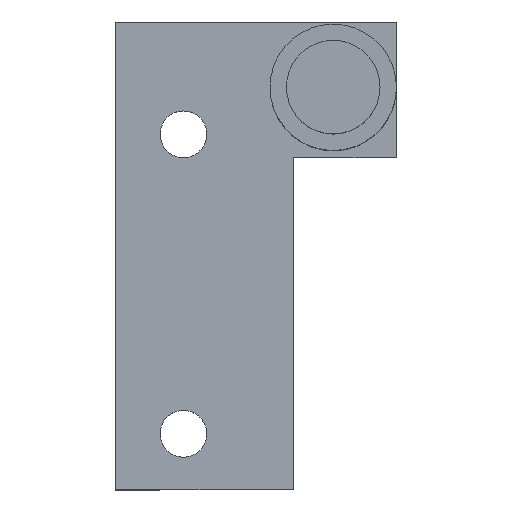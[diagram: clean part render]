
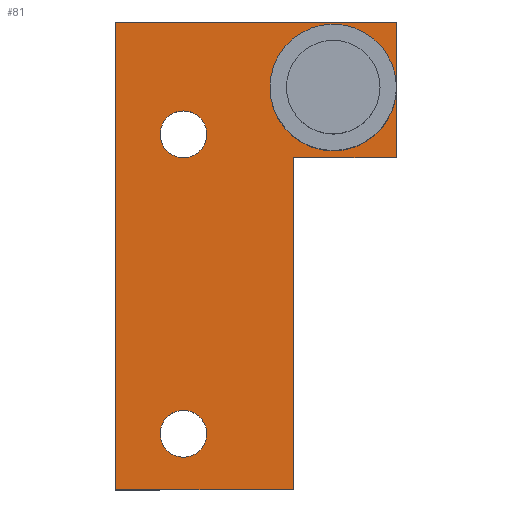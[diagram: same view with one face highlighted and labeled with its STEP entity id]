
A CAD part, top view. The second image highlights one B-rep face of the part: STEP entity #81.
In plain terms, the highlighted planar face has unit normal (0, 0, 1).
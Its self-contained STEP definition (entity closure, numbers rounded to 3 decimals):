
#4 = CARTESIAN_POINT ( 'NONE',  ( 23.25, -42.25, 2.6 ) ) ;
#6 = CARTESIAN_POINT ( 'NONE',  ( 42.25, -42.25, 2.6 ) ) ;
#8 = DIRECTION ( 'NONE',  ( -1., 0., 0. ) ) ;
#15 = CARTESIAN_POINT ( 'NONE',  ( 53.25, 7.75, 2.6 ) ) ;
#18 = FACE_OUTER_BOUND ( 'NONE', #493, .T. ) ;
#39 = VERTEX_POINT ( 'NONE', #302 ) ;
#53 = VECTOR ( 'NONE', #417, 1000. ) ;
#54 = CARTESIAN_POINT ( 'NONE',  ( 53.25, -6.75, 2.6 ) ) ;
#63 = ORIENTED_EDGE ( 'NONE', *, *, #365, .T. ) ;
#64 = EDGE_CURVE ( 'NONE', #121, #578, #95, .T. ) ;
#68 = FACE_BOUND ( 'NONE', #467, .T. ) ;
#72 = AXIS2_PLACEMENT_3D ( 'NONE', #94, #441, #396 ) ;
#74 = DIRECTION ( 'NONE',  ( 0., 1., 0. ) ) ;
#78 = EDGE_CURVE ( 'NONE', #572, #507, #523, .T. ) ;
#80 = CIRCLE ( 'NONE', #446, 2.5 ) ;
#81 = ADVANCED_FACE ( 'NONE', ( #168, #18, #204, #68 ), #569, .F. ) ;
#83 = ORIENTED_EDGE ( 'NONE', *, *, #64, .T. ) ;
#85 = DIRECTION ( 'NONE',  ( -1., 0., 0. ) ) ;
#94 = CARTESIAN_POINT ( 'NONE',  ( 46.5, 0., 2.6 ) ) ;
#95 = CIRCLE ( 'NONE', #292, 2.5 ) ;
#99 = CARTESIAN_POINT ( 'NONE',  ( 53.25, 7.75, 2.6 ) ) ;
#104 = ORIENTED_EDGE ( 'NONE', *, *, #373, .F. ) ;
#116 = AXIS2_PLACEMENT_3D ( 'NONE', #355, #560, #308 ) ;
#121 = VERTEX_POINT ( 'NONE', #619 ) ;
#123 = LINE ( 'NONE', #54, #432 ) ;
#141 = CARTESIAN_POINT ( 'NONE',  ( 28., -36.25, 2.6 ) ) ;
#149 = CARTESIAN_POINT ( 'NONE',  ( 33., -4.25, 2.6 ) ) ;
#150 = VERTEX_POINT ( 'NONE', #558 ) ;
#168 = FACE_BOUND ( 'NONE', #398, .T. ) ;
#181 = EDGE_CURVE ( 'NONE', #642, #150, #227, .T. ) ;
#197 = EDGE_CURVE ( 'NONE', #244, #642, #577, .T. ) ;
#204 = FACE_BOUND ( 'NONE', #557, .T. ) ;
#218 = ORIENTED_EDGE ( 'NONE', *, *, #197, .F. ) ;
#220 = AXIS2_PLACEMENT_3D ( 'NONE', #427, #629, #470 ) ;
#226 = EDGE_CURVE ( 'NONE', #518, #572, #123, .T. ) ;
#227 = LINE ( 'NONE', #573, #512 ) ;
#232 = EDGE_CURVE ( 'NONE', #150, #518, #259, .T. ) ;
#234 = CARTESIAN_POINT ( 'NONE',  ( 42.25, -6.75, 2.6 ) ) ;
#241 = DIRECTION ( 'NONE',  ( 0., 0., -1. ) ) ;
#244 = VERTEX_POINT ( 'NONE', #6 ) ;
#245 = DIRECTION ( 'NONE',  ( 0., -1., 0. ) ) ;
#249 = CARTESIAN_POINT ( 'NONE',  ( 30.5, -36.25, 2.6 ) ) ;
#254 = VECTOR ( 'NONE', #324, 1000. ) ;
#256 = DIRECTION ( 'NONE',  ( -1., 0., 0. ) ) ;
#259 = LINE ( 'NONE', #99, #334 ) ;
#275 = ORIENTED_EDGE ( 'NONE', *, *, #232, .F. ) ;
#278 = CARTESIAN_POINT ( 'NONE',  ( 28., -4.25, 2.6 ) ) ;
#282 = CIRCLE ( 'NONE', #459, 2.5 ) ;
#289 = CARTESIAN_POINT ( 'NONE',  ( 42.25, -42.25, 2.6 ) ) ;
#292 = AXIS2_PLACEMENT_3D ( 'NONE', #249, #451, #8 ) ;
#296 = VERTEX_POINT ( 'NONE', #149 ) ;
#302 = CARTESIAN_POINT ( 'NONE',  ( 52., 0., 2.6 ) ) ;
#303 = DIRECTION ( 'NONE',  ( 0., 0., -1. ) ) ;
#304 = ORIENTED_EDGE ( 'NONE', *, *, #226, .F. ) ;
#308 = DIRECTION ( 'NONE',  ( 1., 0., 0. ) ) ;
#324 = DIRECTION ( 'NONE',  ( -1., 0., 0. ) ) ;
#327 = CIRCLE ( 'NONE', #220, 2.5 ) ;
#334 = VECTOR ( 'NONE', #506, 1000. ) ;
#337 = ORIENTED_EDGE ( 'NONE', *, *, #612, .F. ) ;
#338 = LINE ( 'NONE', #289, #444 ) ;
#348 = ORIENTED_EDGE ( 'NONE', *, *, #505, .T. ) ;
#351 = DIRECTION ( 'NONE',  ( 0., -1., 0. ) ) ;
#355 = CARTESIAN_POINT ( 'NONE',  ( 46.5, 0., 2.6 ) ) ;
#357 = CARTESIAN_POINT ( 'NONE',  ( 46.5, 0., 2.6 ) ) ;
#365 = EDGE_CURVE ( 'NONE', #403, #296, #80, .T. ) ;
#372 = VERTEX_POINT ( 'NONE', #461 ) ;
#373 = EDGE_CURVE ( 'NONE', #372, #39, #632, .T. ) ;
#376 = AXIS2_PLACEMENT_3D ( 'NONE', #357, #519, #508 ) ;
#396 = DIRECTION ( 'NONE',  ( 1., 0., 0. ) ) ;
#398 = EDGE_LOOP ( 'NONE', ( #337, #104 ) ) ;
#403 = VERTEX_POINT ( 'NONE', #278 ) ;
#407 = CARTESIAN_POINT ( 'NONE',  ( 30.5, -4.25, 2.6 ) ) ;
#417 = DIRECTION ( 'NONE',  ( -1., 0., 0. ) ) ;
#422 = ORIENTED_EDGE ( 'NONE', *, *, #78, .F. ) ;
#427 = CARTESIAN_POINT ( 'NONE',  ( 30.5, -4.25, 2.6 ) ) ;
#429 = CIRCLE ( 'NONE', #72, 5.5 ) ;
#430 = ORIENTED_EDGE ( 'NONE', *, *, #181, .F. ) ;
#432 = VECTOR ( 'NONE', #351, 1000. ) ;
#441 = DIRECTION ( 'NONE',  ( 0., 0., 1. ) ) ;
#444 = VECTOR ( 'NONE', #245, 1000. ) ;
#446 = AXIS2_PLACEMENT_3D ( 'NONE', #407, #303, #256 ) ;
#450 = CARTESIAN_POINT ( 'NONE',  ( 42.25, -6.75, 2.6 ) ) ;
#451 = DIRECTION ( 'NONE',  ( 0., 0., -1. ) ) ;
#456 = ORIENTED_EDGE ( 'NONE', *, *, #580, .F. ) ;
#459 = AXIS2_PLACEMENT_3D ( 'NONE', #540, #241, #85 ) ;
#461 = CARTESIAN_POINT ( 'NONE',  ( 41., 0., 2.6 ) ) ;
#467 = EDGE_LOOP ( 'NONE', ( #83, #568 ) ) ;
#470 = DIRECTION ( 'NONE',  ( -1., 0., 0. ) ) ;
#493 = EDGE_LOOP ( 'NONE', ( #304, #275, #430, #218, #456, #422 ) ) ;
#505 = EDGE_CURVE ( 'NONE', #296, #403, #327, .T. ) ;
#506 = DIRECTION ( 'NONE',  ( 1., 0., 0. ) ) ;
#507 = VERTEX_POINT ( 'NONE', #234 ) ;
#508 = DIRECTION ( 'NONE',  ( 1., 0., 0. ) ) ;
#512 = VECTOR ( 'NONE', #74, 1000. ) ;
#518 = VERTEX_POINT ( 'NONE', #15 ) ;
#519 = DIRECTION ( 'NONE',  ( 0., 0., -1. ) ) ;
#523 = LINE ( 'NONE', #450, #53 ) ;
#533 = EDGE_CURVE ( 'NONE', #578, #121, #282, .T. ) ;
#540 = CARTESIAN_POINT ( 'NONE',  ( 30.5, -36.25, 2.6 ) ) ;
#557 = EDGE_LOOP ( 'NONE', ( #348, #63 ) ) ;
#558 = CARTESIAN_POINT ( 'NONE',  ( 23.25, 7.75, 2.6 ) ) ;
#560 = DIRECTION ( 'NONE',  ( 0., 0., 1. ) ) ;
#568 = ORIENTED_EDGE ( 'NONE', *, *, #533, .T. ) ;
#569 = PLANE ( 'NONE',  #376 ) ;
#572 = VERTEX_POINT ( 'NONE', #595 ) ;
#573 = CARTESIAN_POINT ( 'NONE',  ( 23.25, 7.75, 2.6 ) ) ;
#577 = LINE ( 'NONE', #627, #254 ) ;
#578 = VERTEX_POINT ( 'NONE', #141 ) ;
#580 = EDGE_CURVE ( 'NONE', #507, #244, #338, .T. ) ;
#595 = CARTESIAN_POINT ( 'NONE',  ( 53.25, -6.75, 2.6 ) ) ;
#612 = EDGE_CURVE ( 'NONE', #39, #372, #429, .T. ) ;
#619 = CARTESIAN_POINT ( 'NONE',  ( 33., -36.25, 2.6 ) ) ;
#627 = CARTESIAN_POINT ( 'NONE',  ( 23.25, -42.25, 2.6 ) ) ;
#629 = DIRECTION ( 'NONE',  ( 0., 0., -1. ) ) ;
#632 = CIRCLE ( 'NONE', #116, 5.5 ) ;
#642 = VERTEX_POINT ( 'NONE', #4 ) ;
